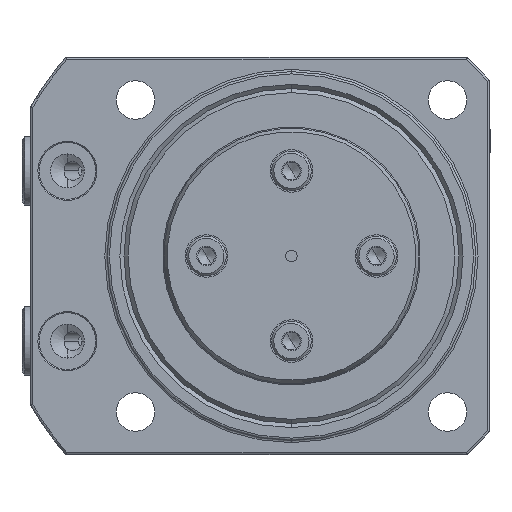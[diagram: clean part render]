
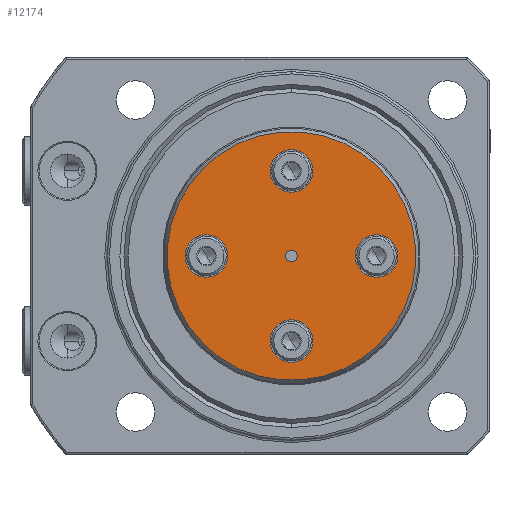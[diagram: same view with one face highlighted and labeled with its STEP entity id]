
A CAD part, front view. The second image highlights one B-rep face of the part: STEP entity #12174.
In plain terms, the highlighted planar face has unit normal (0, -1, 0).
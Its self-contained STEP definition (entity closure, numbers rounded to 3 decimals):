
#86 = FACE_OUTER_BOUND ( 'NONE', #1337, .T. ) ;
#87 = FACE_BOUND ( 'NONE', #1338, .T. ) ;
#89 = FACE_BOUND ( 'NONE', #1339, .T. ) ;
#91 = FACE_BOUND ( 'NONE', #1340, .T. ) ;
#92 = AXIS2_PLACEMENT_3D ( 'NONE', #3844, #3845, #3846 ) ;
#93 = FACE_BOUND ( 'NONE', #1341, .T. ) ;
#98 = FACE_BOUND ( 'NONE', #1342, .T. ) ;
#439 = AXIS2_PLACEMENT_3D ( 'NONE', #7749, #7750, #7751 ) ;
#440 = AXIS2_PLACEMENT_3D ( 'NONE', #7746, #7747, #7748 ) ;
#441 = AXIS2_PLACEMENT_3D ( 'NONE', #7743, #7744, #7745 ) ;
#442 = AXIS2_PLACEMENT_3D ( 'NONE', #7740, #7741, #7742 ) ;
#443 = AXIS2_PLACEMENT_3D ( 'NONE', #7737, #7738, #7739 ) ;
#445 = AXIS2_PLACEMENT_3D ( 'NONE', #7734, #7735, #7736 ) ;
#484 = AXIS2_PLACEMENT_3D ( 'NONE', #12952, #7573, #7574 ) ;
#903 = EDGE_CURVE ( 'NONE', #2863, #2861, #11106, .T. ) ;
#944 = EDGE_CURVE ( 'NONE', #2122, #2120, #11090, .T. ) ;
#945 = EDGE_CURVE ( 'NONE', #2117, #2112, #11089, .T. ) ;
#946 = EDGE_CURVE ( 'NONE', #2124, #2126, #11088, .T. ) ;
#947 = EDGE_CURVE ( 'NONE', #2913, #2915, #11087, .T. ) ;
#948 = EDGE_CURVE ( 'NONE', #2897, #2899, #11086, .T. ) ;
#949 = EDGE_CURVE ( 'NONE', #2861, #2863, #11085, .T. ) ;
#1337 = EDGE_LOOP ( 'NONE', ( #5678, #5674 ) ) ;
#1338 = EDGE_LOOP ( 'NONE', ( #5680, #5675 ) ) ;
#1339 = EDGE_LOOP ( 'NONE', ( #5682, #5677 ) ) ;
#1340 = EDGE_LOOP ( 'NONE', ( #5684, #5679 ) ) ;
#1341 = EDGE_LOOP ( 'NONE', ( #5687, #5681 ) ) ;
#1342 = EDGE_LOOP ( 'NONE', ( #5685, #5683 ) ) ;
#2112 = VERTEX_POINT ( 'NONE', #6379 ) ;
#2117 = VERTEX_POINT ( 'NONE', #6384 ) ;
#2120 = VERTEX_POINT ( 'NONE', #6387 ) ;
#2122 = VERTEX_POINT ( 'NONE', #6389 ) ;
#2124 = VERTEX_POINT ( 'NONE', #6391 ) ;
#2126 = VERTEX_POINT ( 'NONE', #6393 ) ;
#2861 = VERTEX_POINT ( 'NONE', #6765 ) ;
#2863 = VERTEX_POINT ( 'NONE', #6766 ) ;
#2897 = VERTEX_POINT ( 'NONE', #6783 ) ;
#2899 = VERTEX_POINT ( 'NONE', #6784 ) ;
#2913 = VERTEX_POINT ( 'NONE', #6791 ) ;
#2915 = VERTEX_POINT ( 'NONE', #6792 ) ;
#3843 = PLANE ( 'NONE',  #92 ) ;
#3844 = CARTESIAN_POINT ( 'NONE',  ( -21.923, 0., 0. ) ) ;
#3845 = DIRECTION ( 'NONE',  ( 0., -1., 0. ) ) ;
#3846 = DIRECTION ( 'NONE',  ( 0., 0., -1. ) ) ;
#4911 = AXIS2_PLACEMENT_3D ( 'NONE', #8391, #8392, #8393 ) ;
#4914 = AXIS2_PLACEMENT_3D ( 'NONE', #8382, #8389, #8390 ) ;
#4940 = AXIS2_PLACEMENT_3D ( 'NONE', #8302, #8303, #8304 ) ;
#5303 = AXIS2_PLACEMENT_3D ( 'NONE', #8433, #8440, #8441 ) ;
#5674 = ORIENTED_EDGE ( 'NONE', *, *, #949, .F. ) ;
#5675 = ORIENTED_EDGE ( 'NONE', *, *, #11325, .F. ) ;
#5677 = ORIENTED_EDGE ( 'NONE', *, *, #11318, .F. ) ;
#5678 = ORIENTED_EDGE ( 'NONE', *, *, #903, .F. ) ;
#5679 = ORIENTED_EDGE ( 'NONE', *, *, #11302, .F. ) ;
#5680 = ORIENTED_EDGE ( 'NONE', *, *, #948, .F. ) ;
#5681 = ORIENTED_EDGE ( 'NONE', *, *, #11301, .F. ) ;
#5682 = ORIENTED_EDGE ( 'NONE', *, *, #947, .F. ) ;
#5683 = ORIENTED_EDGE ( 'NONE', *, *, #11279, .F. ) ;
#5684 = ORIENTED_EDGE ( 'NONE', *, *, #946, .F. ) ;
#5685 = ORIENTED_EDGE ( 'NONE', *, *, #944, .F. ) ;
#5687 = ORIENTED_EDGE ( 'NONE', *, *, #945, .F. ) ;
#6379 = CARTESIAN_POINT ( 'NONE',  ( 10.607, 0., -6.857 ) ) ;
#6384 = CARTESIAN_POINT ( 'NONE',  ( 10.607, 0., -14.357 ) ) ;
#6387 = CARTESIAN_POINT ( 'NONE',  ( 0., 0., 1. ) ) ;
#6389 = CARTESIAN_POINT ( 'NONE',  ( 0., 0., -1. ) ) ;
#6391 = CARTESIAN_POINT ( 'NONE',  ( 10.607, 0., 6.857 ) ) ;
#6393 = CARTESIAN_POINT ( 'NONE',  ( 10.607, 0., 14.357 ) ) ;
#6765 = CARTESIAN_POINT ( 'NONE',  ( 0., 0., -21.923 ) ) ;
#6766 = CARTESIAN_POINT ( 'NONE',  ( 0., 0., 21.923 ) ) ;
#6783 = CARTESIAN_POINT ( 'NONE',  ( -10.607, 0., -14.357 ) ) ;
#6784 = CARTESIAN_POINT ( 'NONE',  ( -10.607, 0., -6.857 ) ) ;
#6791 = CARTESIAN_POINT ( 'NONE',  ( -10.607, 0., 6.857 ) ) ;
#6792 = CARTESIAN_POINT ( 'NONE',  ( -10.607, 0., 14.357 ) ) ;
#7317 = AXIS2_PLACEMENT_3D ( 'NONE', #8460, #8461, #8462 ) ;
#7573 = DIRECTION ( 'NONE',  ( 0., 1., 0. ) ) ;
#7574 = DIRECTION ( 'NONE',  ( 0., 0., 1. ) ) ;
#7734 = CARTESIAN_POINT ( 'NONE',  ( 0., 0., 0. ) ) ;
#7735 = DIRECTION ( 'NONE',  ( 0., -1., 0. ) ) ;
#7736 = DIRECTION ( 'NONE',  ( 0., 0., -1. ) ) ;
#7737 = CARTESIAN_POINT ( 'NONE',  ( 10.607, 0., -10.607 ) ) ;
#7738 = DIRECTION ( 'NONE',  ( 0., -1., 0. ) ) ;
#7739 = DIRECTION ( 'NONE',  ( 0., 0., -1. ) ) ;
#7740 = CARTESIAN_POINT ( 'NONE',  ( 10.607, 0., 10.607 ) ) ;
#7741 = DIRECTION ( 'NONE',  ( 0., -1., 0. ) ) ;
#7742 = DIRECTION ( 'NONE',  ( 0., 0., -1. ) ) ;
#7743 = CARTESIAN_POINT ( 'NONE',  ( -10.607, 0., 10.607 ) ) ;
#7744 = DIRECTION ( 'NONE',  ( 0., -1., 0. ) ) ;
#7745 = DIRECTION ( 'NONE',  ( 0., 0., -1. ) ) ;
#7746 = CARTESIAN_POINT ( 'NONE',  ( -10.607, 0., -10.607 ) ) ;
#7747 = DIRECTION ( 'NONE',  ( 0., -1., 0. ) ) ;
#7748 = DIRECTION ( 'NONE',  ( 0., 0., -1. ) ) ;
#7749 = CARTESIAN_POINT ( 'NONE',  ( 0., 0., 0. ) ) ;
#7750 = DIRECTION ( 'NONE',  ( 0., 1., 0. ) ) ;
#7751 = DIRECTION ( 'NONE',  ( 0., 0., 1. ) ) ;
#8302 = CARTESIAN_POINT ( 'NONE',  ( 0., 0., 0. ) ) ;
#8303 = DIRECTION ( 'NONE',  ( 0., -1., 0. ) ) ;
#8304 = DIRECTION ( 'NONE',  ( 0., 0., -1. ) ) ;
#8382 = CARTESIAN_POINT ( 'NONE',  ( 10.607, 0., -10.607 ) ) ;
#8389 = DIRECTION ( 'NONE',  ( 0., -1., 0. ) ) ;
#8390 = DIRECTION ( 'NONE',  ( 0., 0., -1. ) ) ;
#8391 = CARTESIAN_POINT ( 'NONE',  ( 10.607, 0., 10.607 ) ) ;
#8392 = DIRECTION ( 'NONE',  ( 0., -1., 0. ) ) ;
#8393 = DIRECTION ( 'NONE',  ( 0., 0., -1. ) ) ;
#8433 = CARTESIAN_POINT ( 'NONE',  ( -10.607, 0., 10.607 ) ) ;
#8440 = DIRECTION ( 'NONE',  ( 0., -1., 0. ) ) ;
#8441 = DIRECTION ( 'NONE',  ( 0., 0., -1. ) ) ;
#8460 = CARTESIAN_POINT ( 'NONE',  ( -10.607, 0., -10.607 ) ) ;
#8461 = DIRECTION ( 'NONE',  ( 0., -1., 0. ) ) ;
#8462 = DIRECTION ( 'NONE',  ( 0., 0., -1. ) ) ;
#11085 = CIRCLE ( 'NONE', #439, 21.923 ) ;
#11086 = CIRCLE ( 'NONE', #440, 3.75 ) ;
#11087 = CIRCLE ( 'NONE', #441, 3.75 ) ;
#11088 = CIRCLE ( 'NONE', #442, 3.75 ) ;
#11089 = CIRCLE ( 'NONE', #443, 3.75 ) ;
#11090 = CIRCLE ( 'NONE', #445, 1. ) ;
#11106 = CIRCLE ( 'NONE', #484, 21.923 ) ;
#11279 = EDGE_CURVE ( 'NONE', #2120, #2122, #11604, .T. ) ;
#11301 = EDGE_CURVE ( 'NONE', #2112, #2117, #11591, .T. ) ;
#11302 = EDGE_CURVE ( 'NONE', #2126, #2124, #11590, .T. ) ;
#11318 = EDGE_CURVE ( 'NONE', #2915, #2913, #11578, .T. ) ;
#11325 = EDGE_CURVE ( 'NONE', #2899, #2897, #11573, .T. ) ;
#11573 = CIRCLE ( 'NONE', #7317, 3.75 ) ;
#11578 = CIRCLE ( 'NONE', #5303, 3.75 ) ;
#11590 = CIRCLE ( 'NONE', #4911, 3.75 ) ;
#11591 = CIRCLE ( 'NONE', #4914, 3.75 ) ;
#11604 = CIRCLE ( 'NONE', #4940, 1. ) ;
#12174 = ADVANCED_FACE ( 'NONE', ( #98, #93, #91, #89, #87, #86 ), #3843, .T. ) ;
#12952 = CARTESIAN_POINT ( 'NONE',  ( 0., 0., 0. ) ) ;
